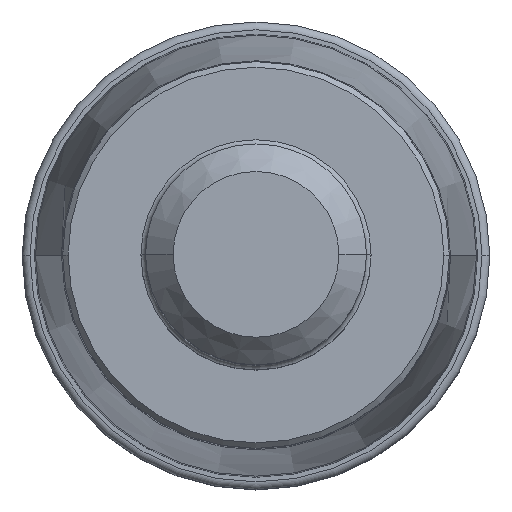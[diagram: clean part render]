
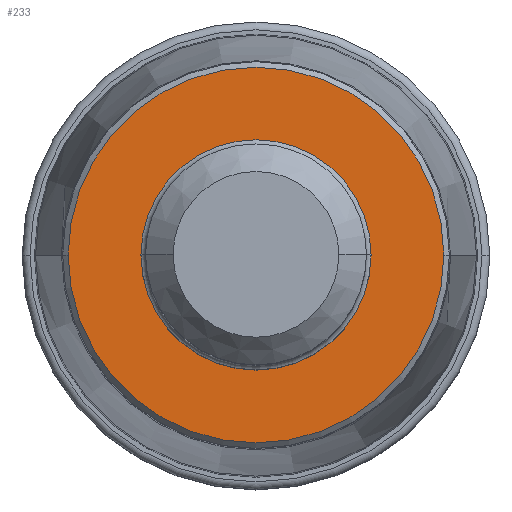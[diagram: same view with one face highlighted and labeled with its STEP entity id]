
A CAD part, top view. The second image highlights one B-rep face of the part: STEP entity #233.
In plain terms, the highlighted planar face has unit normal (0, 0, 1).
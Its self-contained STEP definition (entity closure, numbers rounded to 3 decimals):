
#64=PLANE('',#2510);
#74=FACE_BOUND('',#610,.T.);
#75=FACE_BOUND('',#611,.T.);
#233=ADVANCED_FACE('',(#74,#75),#64,.F.);
#610=EDGE_LOOP('',(#1115,#1116));
#611=EDGE_LOOP('',(#1117,#1118));
#1115=ORIENTED_EDGE('',*,*,#1581,.F.);
#1116=ORIENTED_EDGE('',*,*,#1584,.F.);
#1117=ORIENTED_EDGE('',*,*,#1585,.F.);
#1118=ORIENTED_EDGE('',*,*,#1586,.F.);
#1321=VERTEX_POINT('',#4862);
#1322=VERTEX_POINT('',#4863);
#1323=VERTEX_POINT('',#4870);
#1324=VERTEX_POINT('',#4871);
#1581=EDGE_CURVE('',#1321,#1322,#1931,.T.);
#1584=EDGE_CURVE('',#1322,#1321,#1932,.T.);
#1585=EDGE_CURVE('',#1323,#1324,#1933,.T.);
#1586=EDGE_CURVE('',#1324,#1323,#1934,.T.);
#1931=CIRCLE('',#2504,10.2);
#1932=CIRCLE('',#2506,10.2);
#1933=CIRCLE('',#2508,6.25);
#1934=CIRCLE('',#2509,6.25);
#2504=AXIS2_PLACEMENT_3D('',#4861,#3071,#3072);
#2506=AXIS2_PLACEMENT_3D('',#4867,#3077,#3078);
#2508=AXIS2_PLACEMENT_3D('',#4869,#3081,#3082);
#2509=AXIS2_PLACEMENT_3D('',#4872,#3083,#3084);
#2510=AXIS2_PLACEMENT_3D('',#4873,#3085,#3086);
#3071=DIRECTION('',(0.,0.,-1.));
#3072=DIRECTION('',(-1.,0.,0.));
#3077=DIRECTION('',(0.,0.,-1.));
#3078=DIRECTION('',(1.,0.,0.));
#3081=DIRECTION('',(0.,0.,1.));
#3082=DIRECTION('',(-1.,0.,0.));
#3083=DIRECTION('',(0.,0.,1.));
#3084=DIRECTION('',(1.,0.,0.));
#3085=DIRECTION('',(0.,0.,-1.));
#3086=DIRECTION('',(1.,0.,0.));
#4861=CARTESIAN_POINT('',(0.,0.,0.));
#4862=CARTESIAN_POINT('',(-10.2,0.,0.));
#4863=CARTESIAN_POINT('',(10.2,0.,0.));
#4867=CARTESIAN_POINT('',(0.,0.,0.));
#4869=CARTESIAN_POINT('',(0.,0.,0.));
#4870=CARTESIAN_POINT('',(-6.25,0.,0.));
#4871=CARTESIAN_POINT('',(6.25,0.,0.));
#4872=CARTESIAN_POINT('',(0.,0.,0.));
#4873=CARTESIAN_POINT('',(0.,0.,0.));
